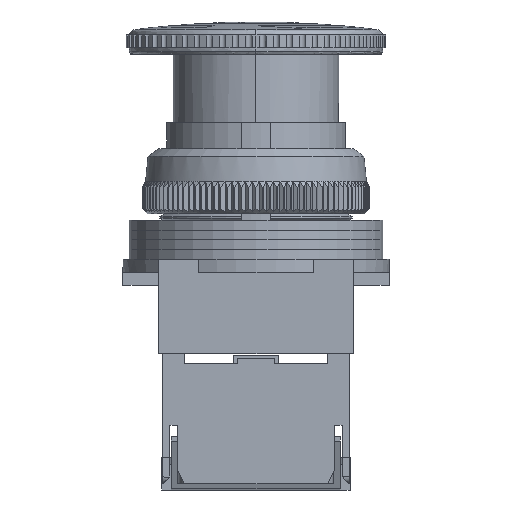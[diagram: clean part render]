
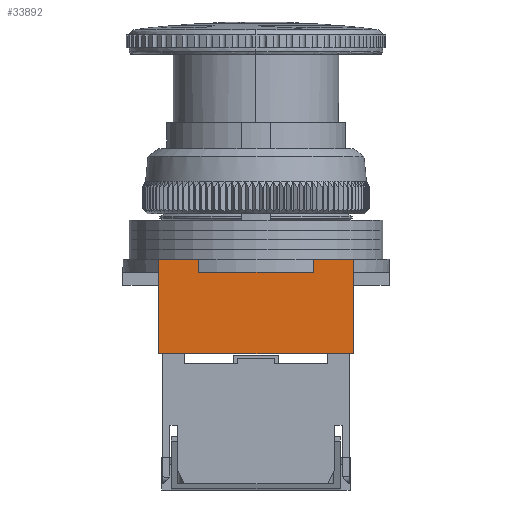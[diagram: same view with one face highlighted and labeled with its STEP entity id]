
A CAD part, front view. The second image highlights one B-rep face of the part: STEP entity #33892.
In plain terms, the highlighted planar face has unit normal (0, -1, 0).
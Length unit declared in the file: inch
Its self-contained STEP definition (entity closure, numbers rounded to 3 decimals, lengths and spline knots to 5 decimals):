
#1679 = DIRECTION ( 'NONE',  ( 0., 0., -1. ) ) ;
#4941 = ORIENTED_EDGE ( 'NONE', *, *, #44221, .F. ) ;
#4978 = EDGE_CURVE ( 'NONE', #84050, #13312, #81386, .T. ) ;
#5015 = CARTESIAN_POINT ( 'NONE',  ( 0.22868, -0.88155, 0. ) ) ;
#5679 = DIRECTION ( 'NONE',  ( -1., 0., 0. ) ) ;
#5977 = LINE ( 'NONE', #46728, #28899 ) ;
#6375 = LINE ( 'NONE', #65135, #75049 ) ;
#8108 = LINE ( 'NONE', #30153, #19505 ) ;
#8555 = VECTOR ( 'NONE', #85167, 39.37008 ) ;
#9496 = EDGE_CURVE ( 'NONE', #24889, #12992, #9770, .T. ) ;
#9770 = LINE ( 'NONE', #78087, #78464 ) ;
#12992 = VERTEX_POINT ( 'NONE', #44128 ) ;
#13312 = VERTEX_POINT ( 'NONE', #75165 ) ;
#13792 = DIRECTION ( 'NONE',  ( 0., 0., 1. ) ) ;
#17073 = VECTOR ( 'NONE', #13792, 39.37008 ) ;
#17120 = EDGE_CURVE ( 'NONE', #12992, #17793, #54500, .T. ) ;
#17793 = VERTEX_POINT ( 'NONE', #54392 ) ;
#19505 = VECTOR ( 'NONE', #55780, 39.37008 ) ;
#21259 = DIRECTION ( 'NONE',  ( 0., 0., -1. ) ) ;
#24732 = VERTEX_POINT ( 'NONE', #41782 ) ;
#24889 = VERTEX_POINT ( 'NONE', #68920 ) ;
#25230 = DIRECTION ( 'NONE',  ( 1., 0., 0. ) ) ;
#25389 = DIRECTION ( 'NONE',  ( 0., 0., -1. ) ) ;
#26425 = VERTEX_POINT ( 'NONE', #42082 ) ;
#27264 = EDGE_CURVE ( 'NONE', #37130, #24732, #5977, .T. ) ;
#28899 = VECTOR ( 'NONE', #74159, 39.37008 ) ;
#30153 = CARTESIAN_POINT ( 'NONE',  ( -0.36187, -0.88155, 0. ) ) ;
#33892 = ADVANCED_FACE ( 'NONE', ( #44659 ), #69438, .T. ) ;
#35387 = ORIENTED_EDGE ( 'NONE', *, *, #69524, .F. ) ;
#37086 = CARTESIAN_POINT ( 'NONE',  ( -0.95242, -0.88155, 0. ) ) ;
#37130 = VERTEX_POINT ( 'NONE', #5015 ) ;
#37446 = LINE ( 'NONE', #82075, #82231 ) ;
#40798 = EDGE_LOOP ( 'NONE', ( #65976, #82705, #4941, #68879, #80540, #50495, #35387, #75064 ) ) ;
#41782 = CARTESIAN_POINT ( 'NONE',  ( 0.22868, -0.88155, -0.57087 ) ) ;
#42082 = CARTESIAN_POINT ( 'NONE',  ( -0.01416, -0.88155, 0. ) ) ;
#44128 = CARTESIAN_POINT ( 'NONE',  ( -0.70958, -0.88155, -0.07874 ) ) ;
#44221 = EDGE_CURVE ( 'NONE', #26425, #37130, #75161, .T. ) ;
#44659 = FACE_OUTER_BOUND ( 'NONE', #40798, .T. ) ;
#44830 = CARTESIAN_POINT ( 'NONE',  ( -0.01416, -0.88155, -0.07874 ) ) ;
#46728 = CARTESIAN_POINT ( 'NONE',  ( 0.22868, -0.88155, -0.07874 ) ) ;
#50495 = ORIENTED_EDGE ( 'NONE', *, *, #17120, .T. ) ;
#54392 = CARTESIAN_POINT ( 'NONE',  ( -0.70958, -0.88155, 0. ) ) ;
#54500 = LINE ( 'NONE', #73478, #17073 ) ;
#55780 = DIRECTION ( 'NONE',  ( 1., 0., 0. ) ) ;
#57562 = CARTESIAN_POINT ( 'NONE',  ( -0.36187, -0.88155, 0. ) ) ;
#60653 = CARTESIAN_POINT ( 'NONE',  ( -0.95242, -0.88155, -0.07874 ) ) ;
#63256 = AXIS2_PLACEMENT_3D ( 'NONE', #44830, #85052, #25389 ) ;
#65135 = CARTESIAN_POINT ( 'NONE',  ( -0.01416, -0.88155, -0.57087 ) ) ;
#65976 = ORIENTED_EDGE ( 'NONE', *, *, #80353, .T. ) ;
#68879 = ORIENTED_EDGE ( 'NONE', *, *, #74053, .T. ) ;
#68920 = CARTESIAN_POINT ( 'NONE',  ( -0.01416, -0.88155, -0.07874 ) ) ;
#69438 = PLANE ( 'NONE',  #63256 ) ;
#69524 = EDGE_CURVE ( 'NONE', #84050, #17793, #8108, .T. ) ;
#73478 = CARTESIAN_POINT ( 'NONE',  ( -0.70958, -0.88155, -0.07874 ) ) ;
#74053 = EDGE_CURVE ( 'NONE', #26425, #24889, #37446, .T. ) ;
#74159 = DIRECTION ( 'NONE',  ( 0., 0., -1. ) ) ;
#75049 = VECTOR ( 'NONE', #25230, 39.37008 ) ;
#75064 = ORIENTED_EDGE ( 'NONE', *, *, #4978, .T. ) ;
#75161 = LINE ( 'NONE', #57562, #8555 ) ;
#75165 = CARTESIAN_POINT ( 'NONE',  ( -0.95242, -0.88155, -0.57087 ) ) ;
#78087 = CARTESIAN_POINT ( 'NONE',  ( -0.01416, -0.88155, -0.07874 ) ) ;
#78464 = VECTOR ( 'NONE', #5679, 39.37008 ) ;
#80346 = VECTOR ( 'NONE', #1679, 39.37008 ) ;
#80353 = EDGE_CURVE ( 'NONE', #13312, #24732, #6375, .T. ) ;
#80540 = ORIENTED_EDGE ( 'NONE', *, *, #9496, .T. ) ;
#81386 = LINE ( 'NONE', #60653, #80346 ) ;
#82075 = CARTESIAN_POINT ( 'NONE',  ( -0.01416, -0.88155, -0.07874 ) ) ;
#82231 = VECTOR ( 'NONE', #21259, 39.37008 ) ;
#82705 = ORIENTED_EDGE ( 'NONE', *, *, #27264, .F. ) ;
#84050 = VERTEX_POINT ( 'NONE', #37086 ) ;
#85052 = DIRECTION ( 'NONE',  ( 0., -1., 0. ) ) ;
#85167 = DIRECTION ( 'NONE',  ( 1., 0., 0. ) ) ;
